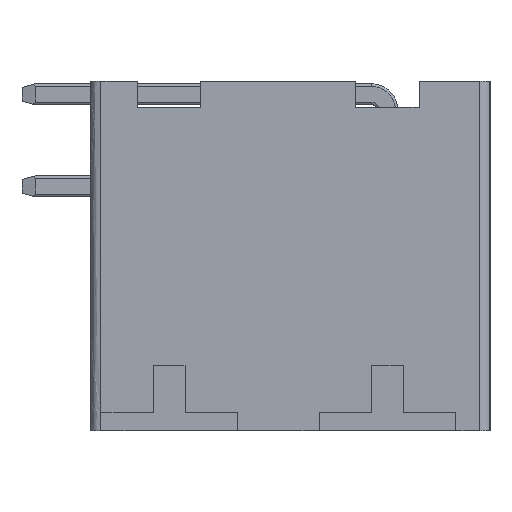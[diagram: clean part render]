
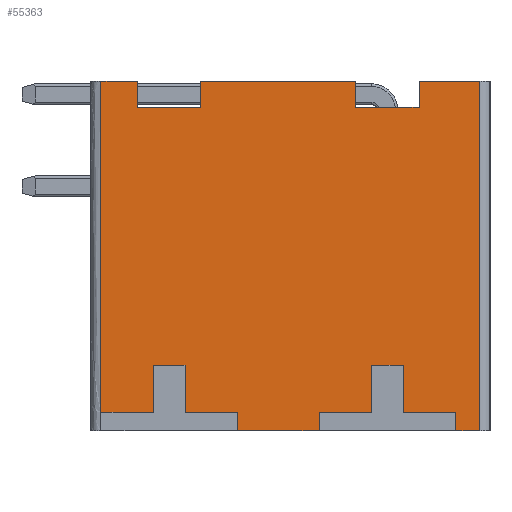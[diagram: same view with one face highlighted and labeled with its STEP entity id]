
A CAD part, left-side view. The second image highlights one B-rep face of the part: STEP entity #55363.
In plain terms, the highlighted planar face has unit normal (-1, 0, 0).
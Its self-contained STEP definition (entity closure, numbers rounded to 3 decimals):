
#42124=CARTESIAN_POINT('',(-86.96,-11.8,0.));
#42125=VERTEX_POINT('',#42124);
#42133=CARTESIAN_POINT('',(-86.96,-10.9,0.));
#42134=VERTEX_POINT('',#42133);
#42135=CARTESIAN_POINT('',(-86.96,-11.8,0.));
#42136=DIRECTION('',(0.,1.,0.));
#42137=VECTOR('',#42136,0.9);
#42138=LINE('',#42135,#42137);
#42139=EDGE_CURVE('',#42125,#42134,#42138,.T.);
#42157=CARTESIAN_POINT('',(-86.96,-5.7,0.));
#42158=VERTEX_POINT('',#42157);
#42165=CARTESIAN_POINT('',(-86.96,-2.6,0.));
#42166=VERTEX_POINT('',#42165);
#42167=CARTESIAN_POINT('',(-86.96,-5.7,0.));
#42168=DIRECTION('',(0.,1.,0.));
#42169=VECTOR('',#42168,3.1);
#42170=LINE('',#42167,#42169);
#42171=EDGE_CURVE('',#42158,#42166,#42170,.T.);
#55154=CARTESIAN_POINT('',(-86.96,-11.8,13.3));
#55155=VERTEX_POINT('',#55154);
#55163=CARTESIAN_POINT('',(-86.96,-11.8,13.3));
#55164=DIRECTION('',(0.,0.,-1.));
#55165=VECTOR('',#55164,13.3);
#55166=LINE('',#55163,#55165);
#55167=EDGE_CURVE('',#55155,#42125,#55166,.T.);
#55173=CARTESIAN_POINT('',(-86.96,0.,0.));
#55174=DIRECTION('',(0.,-1.,0.));
#55175=DIRECTION('',(-1.,0.,0.));
#55176=AXIS2_PLACEMENT_3D('',#55173,#55175,#55174);
#55177=PLANE('',#55176);
#55178=CARTESIAN_POINT('',(-86.96,2.6,0.7));
#55179=VERTEX_POINT('',#55178);
#55180=CARTESIAN_POINT('',(-86.96,0.6,0.7));
#55181=VERTEX_POINT('',#55180);
#55182=CARTESIAN_POINT('',(-86.96,2.6,0.7));
#55183=DIRECTION('',(0.,-1.,0.));
#55184=VECTOR('',#55183,2.);
#55185=LINE('',#55182,#55184);
#55186=EDGE_CURVE('',#55179,#55181,#55185,.T.);
#55187=ORIENTED_EDGE('',*,*,#55186,.T.);
#55188=CARTESIAN_POINT('',(-86.96,0.6,2.5));
#55189=VERTEX_POINT('',#55188);
#55190=CARTESIAN_POINT('',(-86.96,0.6,0.7));
#55191=DIRECTION('',(0.,0.,1.));
#55192=VECTOR('',#55191,1.8);
#55193=LINE('',#55190,#55192);
#55194=EDGE_CURVE('',#55181,#55189,#55193,.T.);
#55195=ORIENTED_EDGE('',*,*,#55194,.T.);
#55196=CARTESIAN_POINT('',(-86.96,-0.6,2.5));
#55197=VERTEX_POINT('',#55196);
#55198=CARTESIAN_POINT('',(-86.96,0.6,2.5));
#55199=DIRECTION('',(0.,-1.,0.));
#55200=VECTOR('',#55199,1.2);
#55201=LINE('',#55198,#55200);
#55202=EDGE_CURVE('',#55189,#55197,#55201,.T.);
#55203=ORIENTED_EDGE('',*,*,#55202,.T.);
#55204=CARTESIAN_POINT('',(-86.96,-0.6,0.7));
#55205=VERTEX_POINT('',#55204);
#55206=CARTESIAN_POINT('',(-86.96,-0.6,2.5));
#55207=DIRECTION('',(0.,0.,-1.));
#55208=VECTOR('',#55207,1.8);
#55209=LINE('',#55206,#55208);
#55210=EDGE_CURVE('',#55197,#55205,#55209,.T.);
#55211=ORIENTED_EDGE('',*,*,#55210,.T.);
#55212=CARTESIAN_POINT('',(-86.96,-2.6,0.7));
#55213=VERTEX_POINT('',#55212);
#55214=CARTESIAN_POINT('',(-86.96,-0.6,0.7));
#55215=DIRECTION('',(0.,-1.,0.));
#55216=VECTOR('',#55215,2.);
#55217=LINE('',#55214,#55216);
#55218=EDGE_CURVE('',#55205,#55213,#55217,.T.);
#55219=ORIENTED_EDGE('',*,*,#55218,.T.);
#55220=CARTESIAN_POINT('',(-86.96,-2.6,0.7));
#55221=DIRECTION('',(0.,0.,-1.));
#55222=VECTOR('',#55221,0.7);
#55223=LINE('',#55220,#55222);
#55224=EDGE_CURVE('',#55213,#42166,#55223,.T.);
#55225=ORIENTED_EDGE('',*,*,#55224,.T.);
#55226=ORIENTED_EDGE('',*,*,#42171,.F.);
#55227=CARTESIAN_POINT('',(-86.96,-5.7,0.7));
#55228=VERTEX_POINT('',#55227);
#55229=CARTESIAN_POINT('',(-86.96,-5.7,0.));
#55230=DIRECTION('',(0.,0.,1.));
#55231=VECTOR('',#55230,0.7);
#55232=LINE('',#55229,#55231);
#55233=EDGE_CURVE('',#42158,#55228,#55232,.T.);
#55234=ORIENTED_EDGE('',*,*,#55233,.T.);
#55235=CARTESIAN_POINT('',(-86.96,-7.7,0.7));
#55236=VERTEX_POINT('',#55235);
#55237=CARTESIAN_POINT('',(-86.96,-5.7,0.7));
#55238=DIRECTION('',(0.,-1.,0.));
#55239=VECTOR('',#55238,2.);
#55240=LINE('',#55237,#55239);
#55241=EDGE_CURVE('',#55228,#55236,#55240,.T.);
#55242=ORIENTED_EDGE('',*,*,#55241,.T.);
#55243=CARTESIAN_POINT('',(-86.96,-7.7,2.5));
#55244=VERTEX_POINT('',#55243);
#55245=CARTESIAN_POINT('',(-86.96,-7.7,0.7));
#55246=DIRECTION('',(0.,0.,1.));
#55247=VECTOR('',#55246,1.8);
#55248=LINE('',#55245,#55247);
#55249=EDGE_CURVE('',#55236,#55244,#55248,.T.);
#55250=ORIENTED_EDGE('',*,*,#55249,.T.);
#55251=CARTESIAN_POINT('',(-86.96,-8.9,2.5));
#55252=VERTEX_POINT('',#55251);
#55253=CARTESIAN_POINT('',(-86.96,-7.7,2.5));
#55254=DIRECTION('',(0.,-1.,0.));
#55255=VECTOR('',#55254,1.2);
#55256=LINE('',#55253,#55255);
#55257=EDGE_CURVE('',#55244,#55252,#55256,.T.);
#55258=ORIENTED_EDGE('',*,*,#55257,.T.);
#55259=CARTESIAN_POINT('',(-86.96,-8.9,0.7));
#55260=VERTEX_POINT('',#55259);
#55261=CARTESIAN_POINT('',(-86.96,-8.9,2.5));
#55262=DIRECTION('',(0.,0.,-1.));
#55263=VECTOR('',#55262,1.8);
#55264=LINE('',#55261,#55263);
#55265=EDGE_CURVE('',#55252,#55260,#55264,.T.);
#55266=ORIENTED_EDGE('',*,*,#55265,.T.);
#55267=CARTESIAN_POINT('',(-86.96,-10.9,0.7));
#55268=VERTEX_POINT('',#55267);
#55269=CARTESIAN_POINT('',(-86.96,-8.9,0.7));
#55270=DIRECTION('',(0.,-1.,0.));
#55271=VECTOR('',#55270,2.);
#55272=LINE('',#55269,#55271);
#55273=EDGE_CURVE('',#55260,#55268,#55272,.T.);
#55274=ORIENTED_EDGE('',*,*,#55273,.T.);
#55275=CARTESIAN_POINT('',(-86.96,-10.9,0.7));
#55276=DIRECTION('',(0.,0.,-1.));
#55277=VECTOR('',#55276,0.7);
#55278=LINE('',#55275,#55277);
#55279=EDGE_CURVE('',#55268,#42134,#55278,.T.);
#55280=ORIENTED_EDGE('',*,*,#55279,.T.);
#55281=ORIENTED_EDGE('',*,*,#42139,.F.);
#55282=ORIENTED_EDGE('',*,*,#55167,.F.);
#55283=CARTESIAN_POINT('',(-86.96,-9.5,13.3));
#55284=VERTEX_POINT('',#55283);
#55285=CARTESIAN_POINT('',(-86.96,-11.8,13.3));
#55286=DIRECTION('',(0.,1.,0.));
#55287=VECTOR('',#55286,2.3);
#55288=LINE('',#55285,#55287);
#55289=EDGE_CURVE('',#55155,#55284,#55288,.T.);
#55290=ORIENTED_EDGE('',*,*,#55289,.T.);
#55291=CARTESIAN_POINT('',(-86.96,-9.5,12.3));
#55292=VERTEX_POINT('',#55291);
#55293=CARTESIAN_POINT('',(-86.96,-9.5,13.3));
#55294=DIRECTION('',(0.,0.,-1.));
#55295=VECTOR('',#55294,1.);
#55296=LINE('',#55293,#55295);
#55297=EDGE_CURVE('',#55284,#55292,#55296,.T.);
#55298=ORIENTED_EDGE('',*,*,#55297,.T.);
#55299=CARTESIAN_POINT('',(-86.96,-7.1,12.3));
#55300=VERTEX_POINT('',#55299);
#55301=CARTESIAN_POINT('',(-86.96,-9.5,12.3));
#55302=DIRECTION('',(0.,1.,0.));
#55303=VECTOR('',#55302,2.4);
#55304=LINE('',#55301,#55303);
#55305=EDGE_CURVE('',#55292,#55300,#55304,.T.);
#55306=ORIENTED_EDGE('',*,*,#55305,.T.);
#55307=CARTESIAN_POINT('',(-86.96,-7.1,13.3));
#55308=VERTEX_POINT('',#55307);
#55309=CARTESIAN_POINT('',(-86.96,-7.1,12.3));
#55310=DIRECTION('',(0.,0.,1.));
#55311=VECTOR('',#55310,1.);
#55312=LINE('',#55309,#55311);
#55313=EDGE_CURVE('',#55300,#55308,#55312,.T.);
#55314=ORIENTED_EDGE('',*,*,#55313,.T.);
#55315=CARTESIAN_POINT('',(-86.96,-1.2,13.3));
#55316=VERTEX_POINT('',#55315);
#55317=CARTESIAN_POINT('',(-86.96,-7.1,13.3));
#55318=DIRECTION('',(0.,1.,0.));
#55319=VECTOR('',#55318,5.9);
#55320=LINE('',#55317,#55319);
#55321=EDGE_CURVE('',#55308,#55316,#55320,.T.);
#55322=ORIENTED_EDGE('',*,*,#55321,.T.);
#55323=CARTESIAN_POINT('',(-86.96,-1.2,12.3));
#55324=VERTEX_POINT('',#55323);
#55325=CARTESIAN_POINT('',(-86.96,-1.2,13.3));
#55326=DIRECTION('',(0.,0.,-1.));
#55327=VECTOR('',#55326,1.);
#55328=LINE('',#55325,#55327);
#55329=EDGE_CURVE('',#55316,#55324,#55328,.T.);
#55330=ORIENTED_EDGE('',*,*,#55329,.T.);
#55331=CARTESIAN_POINT('',(-86.96,1.2,12.3));
#55332=VERTEX_POINT('',#55331);
#55333=CARTESIAN_POINT('',(-86.96,-1.2,12.3));
#55334=DIRECTION('',(0.,1.,0.));
#55335=VECTOR('',#55334,2.4);
#55336=LINE('',#55333,#55335);
#55337=EDGE_CURVE('',#55324,#55332,#55336,.T.);
#55338=ORIENTED_EDGE('',*,*,#55337,.T.);
#55339=CARTESIAN_POINT('',(-86.96,1.2,13.3));
#55340=VERTEX_POINT('',#55339);
#55341=CARTESIAN_POINT('',(-86.96,1.2,12.3));
#55342=DIRECTION('',(0.,0.,1.));
#55343=VECTOR('',#55342,1.);
#55344=LINE('',#55341,#55343);
#55345=EDGE_CURVE('',#55332,#55340,#55344,.T.);
#55346=ORIENTED_EDGE('',*,*,#55345,.T.);
#55347=CARTESIAN_POINT('',(-86.96,2.6,13.3));
#55348=VERTEX_POINT('',#55347);
#55349=CARTESIAN_POINT('',(-86.96,1.2,13.3));
#55350=DIRECTION('',(0.,1.,0.));
#55351=VECTOR('',#55350,1.4);
#55352=LINE('',#55349,#55351);
#55353=EDGE_CURVE('',#55340,#55348,#55352,.T.);
#55354=ORIENTED_EDGE('',*,*,#55353,.T.);
#55355=CARTESIAN_POINT('',(-86.96,2.6,13.3));
#55356=DIRECTION('',(0.,0.,-1.));
#55357=VECTOR('',#55356,12.6);
#55358=LINE('',#55355,#55357);
#55359=EDGE_CURVE('',#55348,#55179,#55358,.T.);
#55360=ORIENTED_EDGE('',*,*,#55359,.T.);
#55361=EDGE_LOOP('',(#55187,#55195,#55203,#55211,#55219,#55225,#55226,#55234,#55242,#55250,#55258,#55266,#55274,#55280,#55281,#55282,#55290,#55298,#55306,#55314,#55322,#55330,#55338,#55346,#55354,#55360));
#55362=FACE_OUTER_BOUND('',#55361,.T.);
#55363=ADVANCED_FACE('',(#55362),#55177,.T.);
